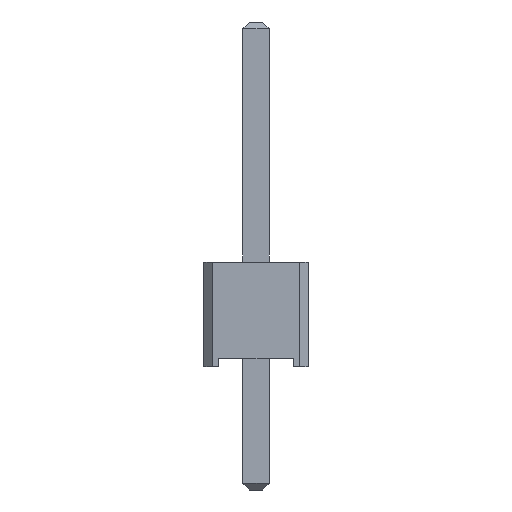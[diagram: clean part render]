
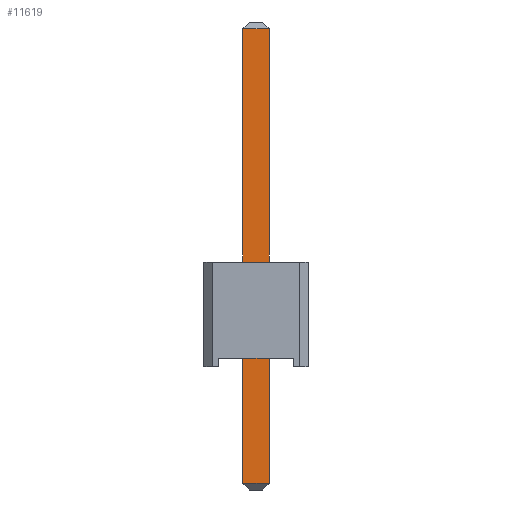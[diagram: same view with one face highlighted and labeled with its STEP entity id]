
A CAD part, left-side view. The second image highlights one B-rep face of the part: STEP entity #11619.
In plain terms, the highlighted planar face has unit normal (-1, 0, 0).
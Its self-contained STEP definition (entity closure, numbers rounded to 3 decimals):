
#11503 = EDGE_CURVE('',#11504,#11506,#11508,.T.);
#11504 = VERTEX_POINT('',#11505);
#11505 = CARTESIAN_POINT('',(-0.32,0.32,-2.84));
#11506 = VERTEX_POINT('',#11507);
#11507 = CARTESIAN_POINT('',(-0.32,0.32,8.22));
#11508 = SURFACE_CURVE('',#11509,(#11513,#11525),.PCURVE_S1.);
#11509 = LINE('',#11510,#11511);
#11510 = CARTESIAN_POINT('',(-0.32,0.32,-3.));
#11511 = VECTOR('',#11512,1.);
#11512 = DIRECTION('',(0.,0.,1.));
#11513 = PCURVE('',#11514,#11519);
#11514 = PLANE('',#11515);
#11515 = AXIS2_PLACEMENT_3D('',#11516,#11517,#11518);
#11516 = CARTESIAN_POINT('',(-0.32,0.32,-3.));
#11517 = DIRECTION('',(0.,1.,0.));
#11518 = DIRECTION('',(1.,0.,0.));
#11519 = DEFINITIONAL_REPRESENTATION('',(#11520),#11524);
#11520 = LINE('',#11521,#11522);
#11521 = CARTESIAN_POINT('',(0.,0.));
#11522 = VECTOR('',#11523,1.);
#11523 = DIRECTION('',(0.,-1.));
#11524 = ( GEOMETRIC_REPRESENTATION_CONTEXT(2) 
PARAMETRIC_REPRESENTATION_CONTEXT() REPRESENTATION_CONTEXT('2D SPACE',''
  ) );
#11525 = PCURVE('',#11526,#11531);
#11526 = PLANE('',#11527);
#11527 = AXIS2_PLACEMENT_3D('',#11528,#11529,#11530);
#11528 = CARTESIAN_POINT('',(-0.32,-0.32,-3.));
#11529 = DIRECTION('',(-1.,0.,0.));
#11530 = DIRECTION('',(0.,1.,0.));
#11531 = DEFINITIONAL_REPRESENTATION('',(#11532),#11536);
#11532 = LINE('',#11533,#11534);
#11533 = CARTESIAN_POINT('',(0.64,0.));
#11534 = VECTOR('',#11535,1.);
#11535 = DIRECTION('',(0.,-1.));
#11536 = ( GEOMETRIC_REPRESENTATION_CONTEXT(2) 
PARAMETRIC_REPRESENTATION_CONTEXT() REPRESENTATION_CONTEXT('2D SPACE',''
  ) );
#11619 = ADVANCED_FACE('',(#11620),#11526,.T.);
#11620 = FACE_BOUND('',#11621,.T.);
#11621 = EDGE_LOOP('',(#11622,#11652,#11678,#11679));
#11622 = ORIENTED_EDGE('',*,*,#11623,.T.);
#11623 = EDGE_CURVE('',#11624,#11626,#11628,.T.);
#11624 = VERTEX_POINT('',#11625);
#11625 = CARTESIAN_POINT('',(-0.32,-0.32,-2.84));
#11626 = VERTEX_POINT('',#11627);
#11627 = CARTESIAN_POINT('',(-0.32,-0.32,8.22));
#11628 = SURFACE_CURVE('',#11629,(#11633,#11640),.PCURVE_S1.);
#11629 = LINE('',#11630,#11631);
#11630 = CARTESIAN_POINT('',(-0.32,-0.32,-3.));
#11631 = VECTOR('',#11632,1.);
#11632 = DIRECTION('',(0.,0.,1.));
#11633 = PCURVE('',#11526,#11634);
#11634 = DEFINITIONAL_REPRESENTATION('',(#11635),#11639);
#11635 = LINE('',#11636,#11637);
#11636 = CARTESIAN_POINT('',(0.,0.));
#11637 = VECTOR('',#11638,1.);
#11638 = DIRECTION('',(0.,-1.));
#11639 = ( GEOMETRIC_REPRESENTATION_CONTEXT(2) 
PARAMETRIC_REPRESENTATION_CONTEXT() REPRESENTATION_CONTEXT('2D SPACE',''
  ) );
#11640 = PCURVE('',#11641,#11646);
#11641 = PLANE('',#11642);
#11642 = AXIS2_PLACEMENT_3D('',#11643,#11644,#11645);
#11643 = CARTESIAN_POINT('',(0.32,-0.32,-3.));
#11644 = DIRECTION('',(0.,-1.,0.));
#11645 = DIRECTION('',(-1.,0.,0.));
#11646 = DEFINITIONAL_REPRESENTATION('',(#11647),#11651);
#11647 = LINE('',#11648,#11649);
#11648 = CARTESIAN_POINT('',(0.64,0.));
#11649 = VECTOR('',#11650,1.);
#11650 = DIRECTION('',(0.,-1.));
#11651 = ( GEOMETRIC_REPRESENTATION_CONTEXT(2) 
PARAMETRIC_REPRESENTATION_CONTEXT() REPRESENTATION_CONTEXT('2D SPACE',''
  ) );
#11652 = ORIENTED_EDGE('',*,*,#11653,.T.);
#11653 = EDGE_CURVE('',#11626,#11506,#11654,.T.);
#11654 = SURFACE_CURVE('',#11655,(#11659,#11666),.PCURVE_S1.);
#11655 = LINE('',#11656,#11657);
#11656 = CARTESIAN_POINT('',(-0.32,-0.32,8.22));
#11657 = VECTOR('',#11658,1.);
#11658 = DIRECTION('',(0.,1.,0.));
#11659 = PCURVE('',#11526,#11660);
#11660 = DEFINITIONAL_REPRESENTATION('',(#11661),#11665);
#11661 = LINE('',#11662,#11663);
#11662 = CARTESIAN_POINT('',(0.,-11.22));
#11663 = VECTOR('',#11664,1.);
#11664 = DIRECTION('',(1.,0.));
#11665 = ( GEOMETRIC_REPRESENTATION_CONTEXT(2) 
PARAMETRIC_REPRESENTATION_CONTEXT() REPRESENTATION_CONTEXT('2D SPACE',''
  ) );
#11666 = PCURVE('',#11667,#11672);
#11667 = PLANE('',#11668);
#11668 = AXIS2_PLACEMENT_3D('',#11669,#11670,#11671);
#11669 = CARTESIAN_POINT('',(-0.24,-0.32,8.3));
#11670 = DIRECTION('',(-0.707,0.,
    0.707));
#11671 = DIRECTION('',(0.,-1.,0.));
#11672 = DEFINITIONAL_REPRESENTATION('',(#11673),#11677);
#11673 = LINE('',#11674,#11675);
#11674 = CARTESIAN_POINT('',(0.,-0.113));
#11675 = VECTOR('',#11676,1.);
#11676 = DIRECTION('',(-1.,0.));
#11677 = ( GEOMETRIC_REPRESENTATION_CONTEXT(2) 
PARAMETRIC_REPRESENTATION_CONTEXT() REPRESENTATION_CONTEXT('2D SPACE',''
  ) );
#11678 = ORIENTED_EDGE('',*,*,#11503,.F.);
#11679 = ORIENTED_EDGE('',*,*,#11680,.F.);
#11680 = EDGE_CURVE('',#11624,#11504,#11681,.T.);
#11681 = SURFACE_CURVE('',#11682,(#11686,#11693),.PCURVE_S1.);
#11682 = LINE('',#11683,#11684);
#11683 = CARTESIAN_POINT('',(-0.32,-0.32,-2.84));
#11684 = VECTOR('',#11685,1.);
#11685 = DIRECTION('',(0.,1.,0.));
#11686 = PCURVE('',#11526,#11687);
#11687 = DEFINITIONAL_REPRESENTATION('',(#11688),#11692);
#11688 = LINE('',#11689,#11690);
#11689 = CARTESIAN_POINT('',(0.,-0.16));
#11690 = VECTOR('',#11691,1.);
#11691 = DIRECTION('',(1.,0.));
#11692 = ( GEOMETRIC_REPRESENTATION_CONTEXT(2) 
PARAMETRIC_REPRESENTATION_CONTEXT() REPRESENTATION_CONTEXT('2D SPACE',''
  ) );
#11693 = PCURVE('',#11694,#11699);
#11694 = PLANE('',#11695);
#11695 = AXIS2_PLACEMENT_3D('',#11696,#11697,#11698);
#11696 = CARTESIAN_POINT('',(-0.24,-0.32,-2.92));
#11697 = DIRECTION('',(0.707,0.,0.707));
#11698 = DIRECTION('',(0.,-1.,0.));
#11699 = DEFINITIONAL_REPRESENTATION('',(#11700),#11704);
#11700 = LINE('',#11701,#11702);
#11701 = CARTESIAN_POINT('',(0.,-0.113));
#11702 = VECTOR('',#11703,1.);
#11703 = DIRECTION('',(-1.,0.));
#11704 = ( GEOMETRIC_REPRESENTATION_CONTEXT(2) 
PARAMETRIC_REPRESENTATION_CONTEXT() REPRESENTATION_CONTEXT('2D SPACE',''
  ) );
